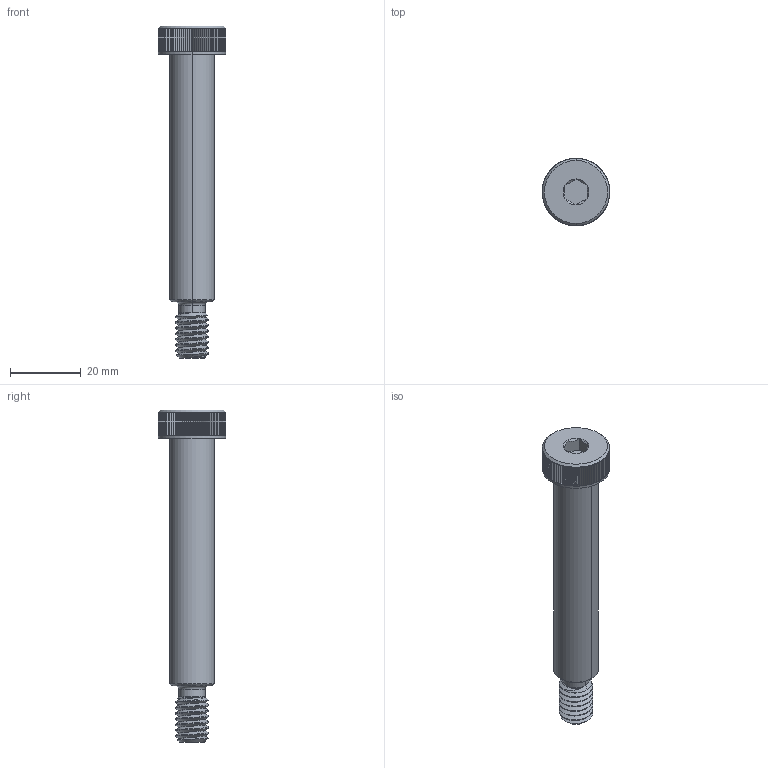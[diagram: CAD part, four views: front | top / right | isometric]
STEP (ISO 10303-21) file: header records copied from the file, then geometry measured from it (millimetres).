
FILE_DESCRIPTION (( 'STEP AP203' ), '1' );
FILE_NAME ('91259A723.STEP', '2018-01-19T22:13:33', ( '' ), ( '' ), 'SwSTEP 2.0', 'SolidWorks 2014', '' );
FILE_SCHEMA (( 'CONFIG_CONTROL_DESIGN' ));
Length unit declared in the file: inch
Products named in the file (1): 91259A723
Bounding box: 19.05 x 19.05 x 93.66 mm (x, y, z)
Volume: 11725.8 mm3; surface area: 4902.3 mm2
Topology: 1 solids, 1 shells, 448 faces, 1015 edges, 670 vertices
Faces by surface type: plane 407, cylinder 20, cone 16, bspline 3, torus 2
Entity records: 14203 total; most frequent: CARTESIAN_POINT 3928, DIRECTION 2089, ORIENTED_EDGE 2030, EDGE_CURVE 1015, LINE 735, VECTOR 735, AXIS2_PLACEMENT_3D 677, VERTEX_POINT 670
